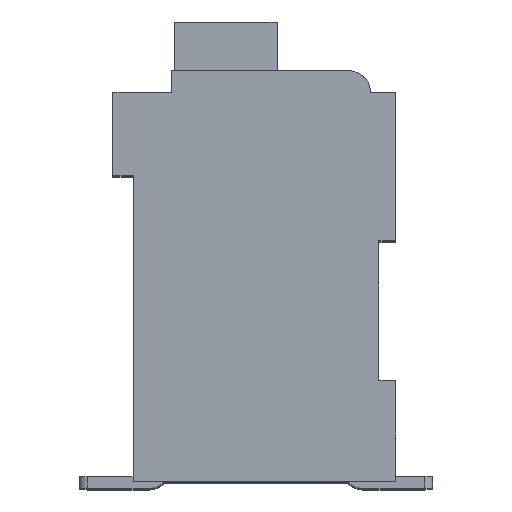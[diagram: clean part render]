
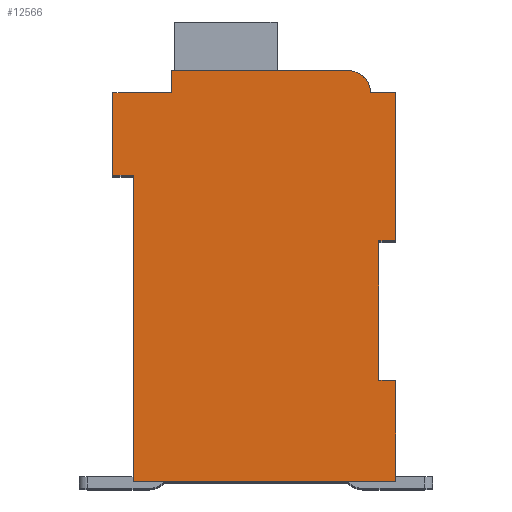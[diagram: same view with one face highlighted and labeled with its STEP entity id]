
A CAD part, top view. The second image highlights one B-rep face of the part: STEP entity #12566.
In plain terms, the highlighted planar face has unit normal (0, 0, 1).
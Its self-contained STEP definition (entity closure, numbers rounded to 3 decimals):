
#1378=DIRECTION('',(1.,0.,0.));
#1379=VECTOR('',#1378,0.5);
#1380=CARTESIAN_POINT('',(7.3,7.15,2.1));
#1381=LINE('',#1380,#1379);
#1382=DIRECTION('',(0.,1.,0.));
#1383=VECTOR('',#1382,4.15);
#1384=CARTESIAN_POINT('',(7.3,3.,2.1));
#1385=LINE('',#1384,#1383);
#1386=DIRECTION('',(-1.,0.,0.));
#1387=VECTOR('',#1386,0.5);
#1388=CARTESIAN_POINT('',(7.8,3.,2.1));
#1389=LINE('',#1388,#1387);
#1390=DIRECTION('',(0.,1.,0.));
#1391=VECTOR('',#1390,3.);
#1392=CARTESIAN_POINT('',(7.8,0.,2.1));
#1393=LINE('',#1392,#1391);
#1394=DIRECTION('',(1.,0.,0.));
#1395=VECTOR('',#1394,7.8);
#1396=CARTESIAN_POINT('',(0.,0.,2.1));
#1397=LINE('',#1396,#1395);
#1398=DIRECTION('',(0.,-1.,0.));
#1399=VECTOR('',#1398,9.1);
#1400=CARTESIAN_POINT('',(0.,9.1,2.1));
#1401=LINE('',#1400,#1399);
#1402=DIRECTION('',(1.,0.,0.));
#1403=VECTOR('',#1402,0.6);
#1404=CARTESIAN_POINT('',(-0.6,9.1,2.1));
#1405=LINE('',#1404,#1403);
#1406=DIRECTION('',(0.,-1.,0.));
#1407=VECTOR('',#1406,2.45);
#1408=CARTESIAN_POINT('',(-0.6,11.55,2.1));
#1409=LINE('',#1408,#1407);
#1410=DIRECTION('',(-1.,0.,0.));
#1411=VECTOR('',#1410,1.75);
#1412=CARTESIAN_POINT('',(1.15,11.55,2.1));
#1413=LINE('',#1412,#1411);
#1414=DIRECTION('',(0.,-1.,0.));
#1415=VECTOR('',#1414,0.65);
#1416=CARTESIAN_POINT('',(1.15,12.2,2.1));
#1417=LINE('',#1416,#1415);
#1418=DIRECTION('',(-1.,0.,0.));
#1419=VECTOR('',#1418,5.25);
#1420=CARTESIAN_POINT('',(6.4,12.2,2.1));
#1421=LINE('',#1420,#1419);
#1422=CARTESIAN_POINT('',(6.4,11.55,2.1));
#1423=DIRECTION('',(0.,0.,1.));
#1424=DIRECTION('',(1.,0.,0.));
#1425=AXIS2_PLACEMENT_3D('',#1422,#1423,#1424);
#1427=DIRECTION('',(-1.,0.,0.));
#1428=VECTOR('',#1427,0.75);
#1429=CARTESIAN_POINT('',(7.8,11.55,2.1));
#1430=LINE('',#1429,#1428);
#1431=DIRECTION('',(0.,1.,0.));
#1432=VECTOR('',#1431,4.4);
#1433=CARTESIAN_POINT('',(7.8,7.15,2.1));
#1434=LINE('',#1433,#1432);
#8572=CARTESIAN_POINT('',(7.3,7.15,2.1));
#8573=CARTESIAN_POINT('',(7.8,7.15,2.1));
#8574=VERTEX_POINT('',#8572);
#8575=VERTEX_POINT('',#8573);
#8576=CARTESIAN_POINT('',(7.8,11.55,2.1));
#8577=VERTEX_POINT('',#8576);
#8578=CARTESIAN_POINT('',(7.05,11.55,2.1));
#8579=VERTEX_POINT('',#8578);
#8580=CARTESIAN_POINT('',(6.4,12.2,2.1));
#8581=VERTEX_POINT('',#8580);
#8582=CARTESIAN_POINT('',(1.15,12.2,2.1));
#8583=VERTEX_POINT('',#8582);
#8584=CARTESIAN_POINT('',(1.15,11.55,2.1));
#8585=VERTEX_POINT('',#8584);
#8586=CARTESIAN_POINT('',(-0.6,11.55,2.1));
#8587=VERTEX_POINT('',#8586);
#8588=CARTESIAN_POINT('',(-0.6,9.1,2.1));
#8589=VERTEX_POINT('',#8588);
#8590=CARTESIAN_POINT('',(0.,9.1,2.1));
#8591=VERTEX_POINT('',#8590);
#8592=CARTESIAN_POINT('',(0.,0.,2.1));
#8593=VERTEX_POINT('',#8592);
#8594=CARTESIAN_POINT('',(7.8,0.,2.1));
#8595=VERTEX_POINT('',#8594);
#8596=CARTESIAN_POINT('',(7.8,3.,2.1));
#8597=VERTEX_POINT('',#8596);
#8598=CARTESIAN_POINT('',(7.3,3.,2.1));
#8599=VERTEX_POINT('',#8598);
#12536=CARTESIAN_POINT('',(0.,0.,2.1));
#12537=DIRECTION('',(0.,0.,1.));
#12538=DIRECTION('',(1.,0.,0.));
#12539=AXIS2_PLACEMENT_3D('',#12536,#12537,#12538);
#12540=PLANE('',#12539);
#12541=ORIENTED_EDGE('',*,*,#11237,.F.);
#12542=ORIENTED_EDGE('',*,*,#11687,.F.);
#12544=ORIENTED_EDGE('',*,*,#12543,.F.);
#12546=ORIENTED_EDGE('',*,*,#12545,.F.);
#12547=ORIENTED_EDGE('',*,*,#11944,.F.);
#12548=ORIENTED_EDGE('',*,*,#11861,.F.);
#12550=ORIENTED_EDGE('',*,*,#12549,.F.);
#12552=ORIENTED_EDGE('',*,*,#12551,.F.);
#12554=ORIENTED_EDGE('',*,*,#12553,.F.);
#12556=ORIENTED_EDGE('',*,*,#12555,.F.);
#12558=ORIENTED_EDGE('',*,*,#12557,.F.);
#12560=ORIENTED_EDGE('',*,*,#12559,.F.);
#12562=ORIENTED_EDGE('',*,*,#12561,.F.);
#12563=ORIENTED_EDGE('',*,*,#11483,.F.);
#12564=EDGE_LOOP('',(#12541,#12542,#12544,#12546,#12547,#12548,#12550,#12552,
#12554,#12556,#12558,#12560,#12562,#12563));
#12565=FACE_OUTER_BOUND('',#12564,.F.);
#1426=CIRCLE('',#1425,0.65);
#11237=EDGE_CURVE('',#8574,#8575,#1381,.T.);
#11483=EDGE_CURVE('',#8575,#8577,#1434,.T.);
#11687=EDGE_CURVE('',#8599,#8574,#1385,.T.);
#11861=EDGE_CURVE('',#8591,#8593,#1401,.T.);
#11944=EDGE_CURVE('',#8593,#8595,#1397,.T.);
#12543=EDGE_CURVE('',#8597,#8599,#1389,.T.);
#12545=EDGE_CURVE('',#8595,#8597,#1393,.T.);
#12549=EDGE_CURVE('',#8589,#8591,#1405,.T.);
#12551=EDGE_CURVE('',#8587,#8589,#1409,.T.);
#12553=EDGE_CURVE('',#8585,#8587,#1413,.T.);
#12555=EDGE_CURVE('',#8583,#8585,#1417,.T.);
#12557=EDGE_CURVE('',#8581,#8583,#1421,.T.);
#12559=EDGE_CURVE('',#8579,#8581,#1426,.T.);
#12561=EDGE_CURVE('',#8577,#8579,#1430,.T.);
#12566=ADVANCED_FACE('',(#12565),#12540,.T.);
